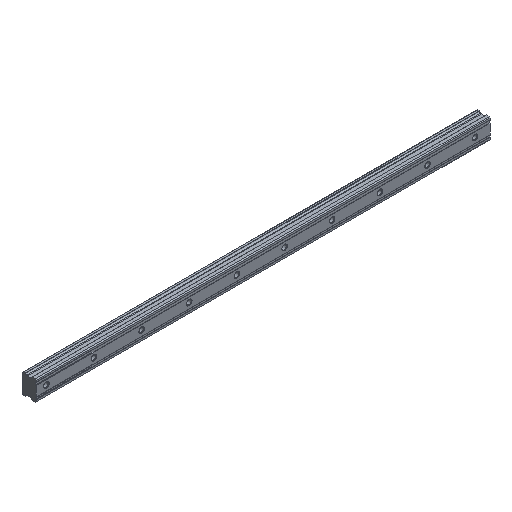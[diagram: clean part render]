
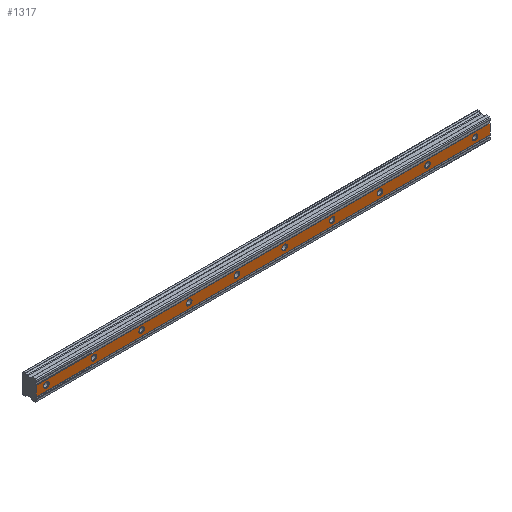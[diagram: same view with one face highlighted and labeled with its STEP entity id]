
A CAD part, isometric view. The second image highlights one B-rep face of the part: STEP entity #1317.
In plain terms, the highlighted planar face has unit normal (0, -1, 0).
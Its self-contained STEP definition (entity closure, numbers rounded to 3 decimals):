
#46=LINE('',#2187,#126);
#48=LINE('',#2191,#128);
#49=LINE('',#2193,#129);
#50=LINE('',#2194,#130);
#126=VECTOR('',#1816,1000.);
#128=VECTOR('',#1820,22.5);
#129=VECTOR('',#1821,1000.);
#130=VECTOR('',#1822,22.5);
#195=PLANE('',#1477);
#261=FACE_BOUND('',#516,.T.);
#262=FACE_BOUND('',#517,.T.);
#263=FACE_BOUND('',#518,.T.);
#264=FACE_BOUND('',#519,.T.);
#265=FACE_BOUND('',#520,.T.);
#266=FACE_BOUND('',#521,.T.);
#267=FACE_BOUND('',#522,.T.);
#268=FACE_BOUND('',#523,.T.);
#269=FACE_BOUND('',#524,.T.);
#270=FACE_BOUND('',#525,.T.);
#371=FACE_OUTER_BOUND('',#515,.T.);
#515=EDGE_LOOP('',(#1061,#1062,#1063,#1064));
#516=EDGE_LOOP('',(#1065));
#517=EDGE_LOOP('',(#1066));
#518=EDGE_LOOP('',(#1067));
#519=EDGE_LOOP('',(#1068));
#520=EDGE_LOOP('',(#1069));
#521=EDGE_LOOP('',(#1070));
#522=EDGE_LOOP('',(#1071));
#523=EDGE_LOOP('',(#1072));
#524=EDGE_LOOP('',(#1073));
#525=EDGE_LOOP('',(#1074));
#552=CIRCLE('',#1351,6.);
#558=CIRCLE('',#1362,6.);
#564=CIRCLE('',#1373,6.);
#570=CIRCLE('',#1384,6.);
#576=CIRCLE('',#1395,6.);
#582=CIRCLE('',#1406,6.);
#588=CIRCLE('',#1417,6.);
#594=CIRCLE('',#1428,6.);
#600=CIRCLE('',#1439,6.);
#606=CIRCLE('',#1450,6.);
#628=VERTEX_POINT('',#1949);
#634=VERTEX_POINT('',#1966);
#640=VERTEX_POINT('',#1983);
#646=VERTEX_POINT('',#2000);
#652=VERTEX_POINT('',#2017);
#658=VERTEX_POINT('',#2034);
#664=VERTEX_POINT('',#2051);
#670=VERTEX_POINT('',#2068);
#676=VERTEX_POINT('',#2085);
#682=VERTEX_POINT('',#2102);
#707=VERTEX_POINT('',#2184);
#708=VERTEX_POINT('',#2186);
#709=VERTEX_POINT('',#2190);
#710=VERTEX_POINT('',#2192);
#752=EDGE_CURVE('',#628,#628,#552,.T.);
#758=EDGE_CURVE('',#634,#634,#558,.T.);
#764=EDGE_CURVE('',#640,#640,#564,.T.);
#770=EDGE_CURVE('',#646,#646,#570,.T.);
#776=EDGE_CURVE('',#652,#652,#576,.T.);
#782=EDGE_CURVE('',#658,#658,#582,.T.);
#788=EDGE_CURVE('',#664,#664,#588,.T.);
#794=EDGE_CURVE('',#670,#670,#594,.T.);
#800=EDGE_CURVE('',#676,#676,#600,.T.);
#806=EDGE_CURVE('',#682,#682,#606,.T.);
#842=EDGE_CURVE('',#708,#707,#46,.T.);
#844=EDGE_CURVE('',#707,#709,#48,.T.);
#845=EDGE_CURVE('',#710,#709,#49,.T.);
#846=EDGE_CURVE('',#710,#708,#50,.T.);
#1061=ORIENTED_EDGE('',*,*,#844,.T.);
#1062=ORIENTED_EDGE('',*,*,#845,.F.);
#1063=ORIENTED_EDGE('',*,*,#846,.T.);
#1064=ORIENTED_EDGE('',*,*,#842,.T.);
#1065=ORIENTED_EDGE('',*,*,#800,.T.);
#1066=ORIENTED_EDGE('',*,*,#794,.T.);
#1067=ORIENTED_EDGE('',*,*,#788,.T.);
#1068=ORIENTED_EDGE('',*,*,#782,.T.);
#1069=ORIENTED_EDGE('',*,*,#776,.T.);
#1070=ORIENTED_EDGE('',*,*,#770,.T.);
#1071=ORIENTED_EDGE('',*,*,#764,.T.);
#1072=ORIENTED_EDGE('',*,*,#758,.T.);
#1073=ORIENTED_EDGE('',*,*,#752,.T.);
#1074=ORIENTED_EDGE('',*,*,#806,.T.);
#1317=ADVANCED_FACE('',(#371,#261,#262,#263,#264,#265,#266,#267,#268,#269,
#270),#195,.T.);
#1351=AXIS2_PLACEMENT_3D('',#1950,#1533,#1534);
#1362=AXIS2_PLACEMENT_3D('',#1967,#1555,#1556);
#1373=AXIS2_PLACEMENT_3D('',#1984,#1577,#1578);
#1384=AXIS2_PLACEMENT_3D('',#2001,#1599,#1600);
#1395=AXIS2_PLACEMENT_3D('',#2018,#1621,#1622);
#1406=AXIS2_PLACEMENT_3D('',#2035,#1643,#1644);
#1417=AXIS2_PLACEMENT_3D('',#2052,#1665,#1666);
#1428=AXIS2_PLACEMENT_3D('',#2069,#1687,#1688);
#1439=AXIS2_PLACEMENT_3D('',#2086,#1709,#1710);
#1450=AXIS2_PLACEMENT_3D('',#2103,#1731,#1732);
#1477=AXIS2_PLACEMENT_3D('',#2189,#1818,#1819);
#1533=DIRECTION('center_axis',(0.,1.,0.));
#1534=DIRECTION('ref_axis',(-1.,0.,0.));
#1555=DIRECTION('center_axis',(0.,1.,0.));
#1556=DIRECTION('ref_axis',(-1.,0.,0.));
#1577=DIRECTION('center_axis',(0.,1.,0.));
#1578=DIRECTION('ref_axis',(-1.,0.,0.));
#1599=DIRECTION('center_axis',(0.,1.,0.));
#1600=DIRECTION('ref_axis',(-1.,0.,0.));
#1621=DIRECTION('center_axis',(0.,1.,0.));
#1622=DIRECTION('ref_axis',(-1.,0.,0.));
#1643=DIRECTION('center_axis',(0.,1.,0.));
#1644=DIRECTION('ref_axis',(-1.,0.,0.));
#1665=DIRECTION('center_axis',(0.,1.,0.));
#1666=DIRECTION('ref_axis',(-1.,0.,0.));
#1687=DIRECTION('center_axis',(0.,1.,0.));
#1688=DIRECTION('ref_axis',(-1.,0.,0.));
#1709=DIRECTION('center_axis',(0.,1.,0.));
#1710=DIRECTION('ref_axis',(-1.,0.,0.));
#1731=DIRECTION('center_axis',(0.,1.,0.));
#1732=DIRECTION('ref_axis',(-1.,0.,0.));
#1816=DIRECTION('',(1.,0.,0.));
#1818=DIRECTION('center_axis',(0.,-1.,0.));
#1819=DIRECTION('ref_axis',(0.,0.,-1.));
#1820=DIRECTION('',(0.,0.,1.));
#1821=DIRECTION('',(1.,0.,0.));
#1822=DIRECTION('',(0.,0.,-1.));
#1949=CARTESIAN_POINT('',(28.5,0.,0.));
#1950=CARTESIAN_POINT('Origin',(22.5,0.,0.));
#1966=CARTESIAN_POINT('',(133.5,0.,0.));
#1967=CARTESIAN_POINT('Origin',(127.5,0.,0.));
#1983=CARTESIAN_POINT('',(238.5,0.,0.));
#1984=CARTESIAN_POINT('Origin',(232.5,0.,0.));
#2000=CARTESIAN_POINT('',(343.5,0.,0.));
#2001=CARTESIAN_POINT('Origin',(337.5,0.,0.));
#2017=CARTESIAN_POINT('',(448.5,0.,0.));
#2018=CARTESIAN_POINT('Origin',(442.5,0.,0.));
#2034=CARTESIAN_POINT('',(553.5,0.,0.));
#2035=CARTESIAN_POINT('Origin',(547.5,0.,0.));
#2051=CARTESIAN_POINT('',(658.5,0.,0.));
#2052=CARTESIAN_POINT('Origin',(652.5,0.,0.));
#2068=CARTESIAN_POINT('',(763.5,0.,0.));
#2069=CARTESIAN_POINT('Origin',(757.5,0.,0.));
#2085=CARTESIAN_POINT('',(868.5,0.,0.));
#2086=CARTESIAN_POINT('Origin',(862.5,0.,0.));
#2102=CARTESIAN_POINT('',(973.5,0.,0.));
#2103=CARTESIAN_POINT('Origin',(967.5,0.,0.));
#2184=CARTESIAN_POINT('',(1000.,0.,-12.));
#2186=CARTESIAN_POINT('',(0.,0.,-12.));
#2187=CARTESIAN_POINT('',(0.,0.,-12.));
#2189=CARTESIAN_POINT('Origin',(0.,0.,-0.75));
#2190=CARTESIAN_POINT('',(1000.,0.,10.5));
#2191=CARTESIAN_POINT('',(1000.,0.,-12.));
#2192=CARTESIAN_POINT('',(0.,0.,10.5));
#2193=CARTESIAN_POINT('',(0.,0.,10.5));
#2194=CARTESIAN_POINT('',(0.,0.,10.5));
